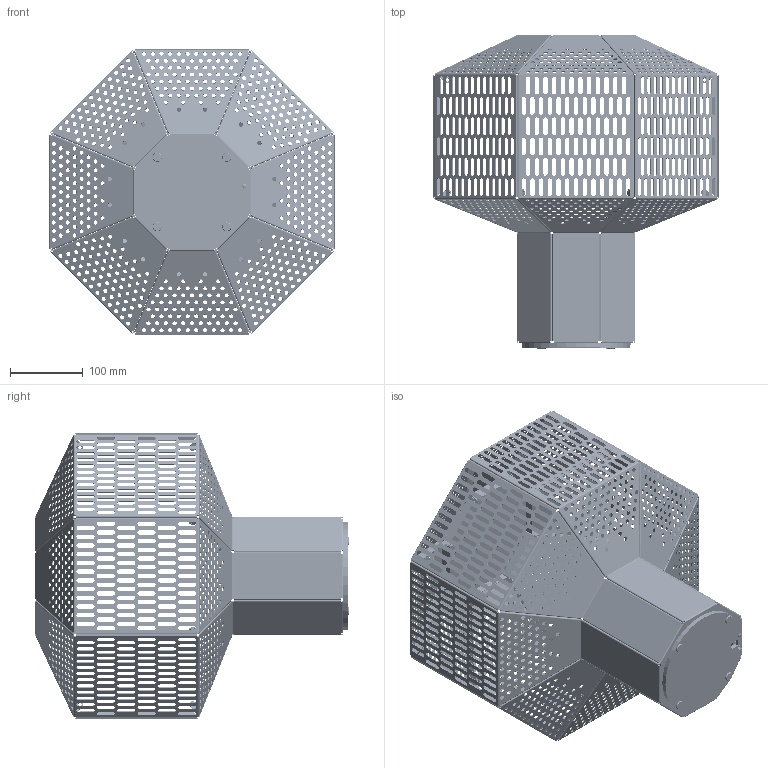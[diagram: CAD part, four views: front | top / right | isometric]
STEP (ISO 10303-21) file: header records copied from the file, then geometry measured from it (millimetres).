
FILE_DESCRIPTION (( 'STEP AP214' ), '1' );
FILE_NAME ('MA-ROCK M.STEP', '2021-06-21T14:09:04', ( 'Josep Sancho' ), ( '' ), 'SwSTEP 2.0', 'SolidWorks 2013', '' );
FILE_SCHEMA (( 'AUTOMOTIVE_DESIGN' ));
Length unit declared in the file: millimetre
Products named in the file (11): ANILLO OCTOGONAL MEDIANO SUP 5; TAPA M 2; PARTE 8 M 2; MA-ROCK M; 027600400105- TACO REDONDO ADHESIVO TRANSPARENTE DIAM.12,7X1,6; 021623100102 - TORNILLO DIN7985 M3x10 6.8 ZINCADO; 012600300006 - SUJETACABLES NYLON 66RV NEGRO 23X7X3MM; 022100200102 - TUERCA DIN934 M4 ACERO ZINCADO; 021603200000 - TORNILLO DIN7991 M4x16 INOX; REMACHE HEMBRA M4 SIN VALONA; PESO M 2
Assembly tree (32 placements, depth 2):
  MA-ROCK M
    PARTE 8 M 2  x8
    TAPA M 2
    ANILLO OCTOGONAL MEDIANO SUP 5
    PESO M 2
    REMACHE HEMBRA M4 SIN VALONA  x8
    021603200000 - TORNILLO DIN7991 M4x16 INOX  x5
    022100200102 - TUERCA DIN934 M4 ACERO ZINCADO  x2
    012600300006 - SUJETACABLES NYLON 66RV NEGRO 23X7X3MM
    021623100102 - TORNILLO DIN7985 M3x10 6.8 ZINCADO
    027600400105- TACO REDONDO ADHESIVO TRANSPARENTE DIAM.12,7X1,6  x4
Bounding box: 392.34 x 431.49 x 392.34 mm (x, y, z)
Volume: 578529.3 mm3; surface area: 1202030.5 mm2
Topology: 32 solids, 32 shells, 7595 faces, 21539 edges, 14046 vertices
Faces by surface type: cylinder 4603, plane 2898, cone 52, torus 42
Entity records: 38623 total; most frequent: DIRECTION 6807, CARTESIAN_POINT 6483, ORIENTED_EDGE 6354, EDGE_CURVE 3177, AXIS2_PLACEMENT_3D 2476, VERTEX_POINT 2070, LINE 1855, VECTOR 1855
